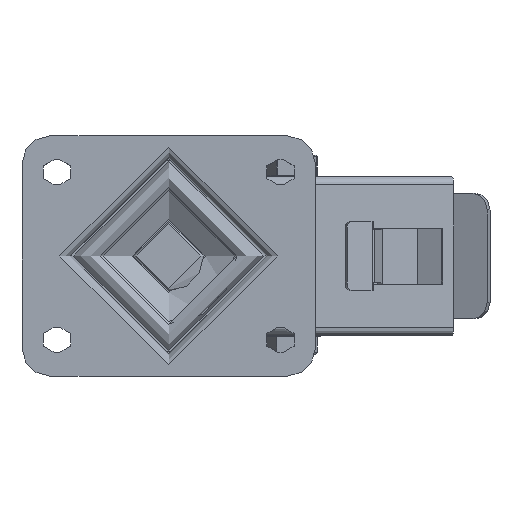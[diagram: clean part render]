
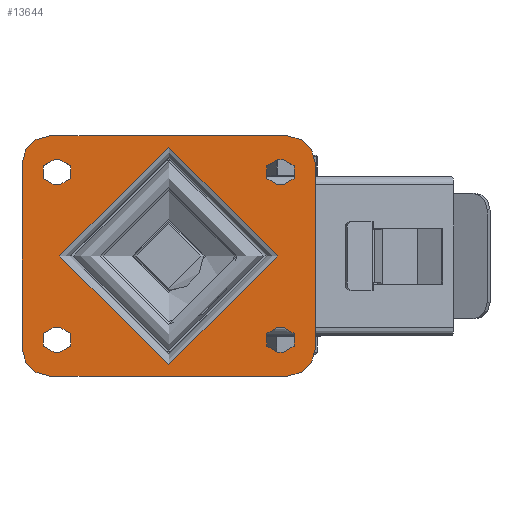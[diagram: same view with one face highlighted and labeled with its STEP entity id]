
A CAD part, top view. The second image highlights one B-rep face of the part: STEP entity #13644.
In plain terms, the highlighted planar face has unit normal (0, 0, 1).
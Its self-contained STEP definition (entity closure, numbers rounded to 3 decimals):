
#426=FACE_BOUND('',#4849,.T.);
#427=FACE_BOUND('',#4850,.T.);
#428=FACE_BOUND('',#4851,.T.);
#429=FACE_BOUND('',#4852,.T.);
#430=FACE_BOUND('',#4853,.T.);
#601=PLANE('',#14800);
#1580=LINE('',#20685,#2750);
#1581=LINE('',#20686,#2751);
#1582=LINE('',#20687,#2752);
#1583=LINE('',#20688,#2753);
#1584=LINE('',#20689,#2754);
#1585=LINE('',#20690,#2755);
#1586=LINE('',#20691,#2756);
#1587=LINE('',#20692,#2757);
#1588=LINE('',#20693,#2758);
#1589=LINE('',#20694,#2759);
#1590=LINE('',#20695,#2760);
#1591=LINE('',#20696,#2761);
#2750=VECTOR('',#16626,1000.);
#2751=VECTOR('',#16627,1000.);
#2752=VECTOR('',#16628,1000.);
#2753=VECTOR('',#16629,1000.);
#2754=VECTOR('',#16630,1000.);
#2755=VECTOR('',#16631,1000.);
#2756=VECTOR('',#16632,1000.);
#2757=VECTOR('',#16633,1000.);
#2758=VECTOR('',#16634,1000.);
#2759=VECTOR('',#16635,1000.);
#2760=VECTOR('',#16636,1000.);
#2761=VECTOR('',#16637,1000.);
#4048=FACE_OUTER_BOUND('',#4848,.T.);
#4848=EDGE_LOOP('',(#10163,#10164,#10165,#10166,#10167,#10168,#10169,#10170));
#4849=EDGE_LOOP('',(#10171));
#4850=EDGE_LOOP('',(#10172,#10173,#10174,#10175));
#4851=EDGE_LOOP('',(#10176,#10177,#10178,#10179));
#4852=EDGE_LOOP('',(#10180,#10181,#10182,#10183));
#4853=EDGE_LOOP('',(#10184,#10185,#10186,#10187));
#5553=CIRCLE('',#14469,4.5);
#5555=CIRCLE('',#14472,4.5);
#5557=CIRCLE('',#14475,4.5);
#5559=CIRCLE('',#14478,4.5);
#5561=CIRCLE('',#14481,4.5);
#5563=CIRCLE('',#14484,4.5);
#5565=CIRCLE('',#14487,4.5);
#5567=CIRCLE('',#14490,4.5);
#5568=CIRCLE('',#14492,10.);
#5570=CIRCLE('',#14495,10.);
#5572=CIRCLE('',#14498,10.);
#5574=CIRCLE('',#14501,10.);
#5584=CIRCLE('',#14515,39.);
#6001=VERTEX_POINT('',#19471);
#6002=VERTEX_POINT('',#19473);
#6005=VERTEX_POINT('',#19480);
#6006=VERTEX_POINT('',#19482);
#6009=VERTEX_POINT('',#19489);
#6010=VERTEX_POINT('',#19491);
#6013=VERTEX_POINT('',#19498);
#6014=VERTEX_POINT('',#19500);
#6017=VERTEX_POINT('',#19507);
#6018=VERTEX_POINT('',#19509);
#6021=VERTEX_POINT('',#19516);
#6022=VERTEX_POINT('',#19518);
#6025=VERTEX_POINT('',#19525);
#6026=VERTEX_POINT('',#19527);
#6029=VERTEX_POINT('',#19534);
#6030=VERTEX_POINT('',#19536);
#6031=VERTEX_POINT('',#19540);
#6032=VERTEX_POINT('',#19541);
#6035=VERTEX_POINT('',#19549);
#6036=VERTEX_POINT('',#19550);
#6039=VERTEX_POINT('',#19558);
#6040=VERTEX_POINT('',#19559);
#6043=VERTEX_POINT('',#19567);
#6044=VERTEX_POINT('',#19568);
#6053=VERTEX_POINT('',#19594);
#7315=EDGE_CURVE('',#6002,#6001,#5553,.T.);
#7319=EDGE_CURVE('',#6006,#6005,#5555,.T.);
#7323=EDGE_CURVE('',#6010,#6009,#5557,.T.);
#7327=EDGE_CURVE('',#6014,#6013,#5559,.T.);
#7331=EDGE_CURVE('',#6018,#6017,#5561,.T.);
#7335=EDGE_CURVE('',#6022,#6021,#5563,.T.);
#7339=EDGE_CURVE('',#6026,#6025,#5565,.T.);
#7343=EDGE_CURVE('',#6030,#6029,#5567,.T.);
#7345=EDGE_CURVE('',#6031,#6032,#5568,.T.);
#7349=EDGE_CURVE('',#6035,#6036,#5570,.T.);
#7353=EDGE_CURVE('',#6039,#6040,#5572,.T.);
#7357=EDGE_CURVE('',#6043,#6044,#5574,.T.);
#7370=EDGE_CURVE('',#6053,#6053,#5584,.T.);
#7741=EDGE_CURVE('',#6040,#6043,#1580,.T.);
#7742=EDGE_CURVE('',#6036,#6039,#1581,.T.);
#7743=EDGE_CURVE('',#6032,#6035,#1582,.T.);
#7744=EDGE_CURVE('',#6044,#6031,#1583,.T.);
#7745=EDGE_CURVE('',#6025,#6030,#1584,.T.);
#7746=EDGE_CURVE('',#6029,#6026,#1585,.T.);
#7747=EDGE_CURVE('',#6017,#6022,#1586,.T.);
#7748=EDGE_CURVE('',#6021,#6018,#1587,.T.);
#7749=EDGE_CURVE('',#6009,#6014,#1588,.T.);
#7750=EDGE_CURVE('',#6013,#6010,#1589,.T.);
#7751=EDGE_CURVE('',#6001,#6006,#1590,.T.);
#7752=EDGE_CURVE('',#6005,#6002,#1591,.T.);
#10163=ORIENTED_EDGE('',*,*,#7357,.F.);
#10164=ORIENTED_EDGE('',*,*,#7741,.F.);
#10165=ORIENTED_EDGE('',*,*,#7353,.F.);
#10166=ORIENTED_EDGE('',*,*,#7742,.F.);
#10167=ORIENTED_EDGE('',*,*,#7349,.F.);
#10168=ORIENTED_EDGE('',*,*,#7743,.F.);
#10169=ORIENTED_EDGE('',*,*,#7345,.F.);
#10170=ORIENTED_EDGE('',*,*,#7744,.F.);
#10171=ORIENTED_EDGE('',*,*,#7370,.F.);
#10172=ORIENTED_EDGE('',*,*,#7745,.T.);
#10173=ORIENTED_EDGE('',*,*,#7343,.T.);
#10174=ORIENTED_EDGE('',*,*,#7746,.T.);
#10175=ORIENTED_EDGE('',*,*,#7339,.T.);
#10176=ORIENTED_EDGE('',*,*,#7747,.T.);
#10177=ORIENTED_EDGE('',*,*,#7335,.T.);
#10178=ORIENTED_EDGE('',*,*,#7748,.T.);
#10179=ORIENTED_EDGE('',*,*,#7331,.T.);
#10180=ORIENTED_EDGE('',*,*,#7749,.T.);
#10181=ORIENTED_EDGE('',*,*,#7327,.T.);
#10182=ORIENTED_EDGE('',*,*,#7750,.T.);
#10183=ORIENTED_EDGE('',*,*,#7323,.T.);
#10184=ORIENTED_EDGE('',*,*,#7751,.T.);
#10185=ORIENTED_EDGE('',*,*,#7319,.T.);
#10186=ORIENTED_EDGE('',*,*,#7752,.T.);
#10187=ORIENTED_EDGE('',*,*,#7315,.T.);
#13644=ADVANCED_FACE('',(#4048,#426,#427,#428,#429,#430),#601,.T.);
#14469=AXIS2_PLACEMENT_3D('',#19474,#15756,#15757);
#14472=AXIS2_PLACEMENT_3D('',#19483,#15764,#15765);
#14475=AXIS2_PLACEMENT_3D('',#19492,#15772,#15773);
#14478=AXIS2_PLACEMENT_3D('',#19501,#15780,#15781);
#14481=AXIS2_PLACEMENT_3D('',#19510,#15788,#15789);
#14484=AXIS2_PLACEMENT_3D('',#19519,#15796,#15797);
#14487=AXIS2_PLACEMENT_3D('',#19528,#15804,#15805);
#14490=AXIS2_PLACEMENT_3D('',#19537,#15812,#15813);
#14492=AXIS2_PLACEMENT_3D('',#19542,#15817,#15818);
#14495=AXIS2_PLACEMENT_3D('',#19551,#15825,#15826);
#14498=AXIS2_PLACEMENT_3D('',#19560,#15833,#15834);
#14501=AXIS2_PLACEMENT_3D('',#19569,#15841,#15842);
#14515=AXIS2_PLACEMENT_3D('',#19595,#15872,#15873);
#14800=AXIS2_PLACEMENT_3D('',#20684,#16624,#16625);
#15756=DIRECTION('center_axis',(0.,0.,-1.));
#15757=DIRECTION('ref_axis',(1.,0.,0.));
#15764=DIRECTION('center_axis',(0.,0.,-1.));
#15765=DIRECTION('ref_axis',(-1.,0.,0.));
#15772=DIRECTION('center_axis',(0.,0.,-1.));
#15773=DIRECTION('ref_axis',(1.,0.,0.));
#15780=DIRECTION('center_axis',(0.,0.,-1.));
#15781=DIRECTION('ref_axis',(-1.,0.,0.));
#15788=DIRECTION('center_axis',(0.,0.,-1.));
#15789=DIRECTION('ref_axis',(-1.,0.,0.));
#15796=DIRECTION('center_axis',(0.,0.,-1.));
#15797=DIRECTION('ref_axis',(1.,0.,0.));
#15804=DIRECTION('center_axis',(0.,0.,-1.));
#15805=DIRECTION('ref_axis',(-1.,0.,0.));
#15812=DIRECTION('center_axis',(0.,0.,-1.));
#15813=DIRECTION('ref_axis',(1.,0.,0.));
#15817=DIRECTION('center_axis',(0.,0.,-1.));
#15818=DIRECTION('ref_axis',(-0.707,0.707,0.));
#15825=DIRECTION('center_axis',(0.,0.,-1.));
#15826=DIRECTION('ref_axis',(0.707,0.707,0.));
#15833=DIRECTION('center_axis',(0.,0.,-1.));
#15834=DIRECTION('ref_axis',(0.707,-0.707,0.));
#15841=DIRECTION('center_axis',(0.,0.,-1.));
#15842=DIRECTION('ref_axis',(-0.707,-0.707,0.));
#15872=DIRECTION('center_axis',(0.,0.,1.));
#15873=DIRECTION('ref_axis',(0.,-1.,0.));
#16624=DIRECTION('center_axis',(0.,0.,1.));
#16625=DIRECTION('ref_axis',(1.,0.,0.));
#16626=DIRECTION('',(-1.,0.,0.));
#16627=DIRECTION('',(0.,-1.,0.));
#16628=DIRECTION('',(1.,0.,0.));
#16629=DIRECTION('',(0.,1.,0.));
#16630=DIRECTION('',(-1.,0.,0.));
#16631=DIRECTION('',(1.,0.,0.));
#16632=DIRECTION('',(-1.,0.,0.));
#16633=DIRECTION('',(1.,0.,0.));
#16634=DIRECTION('',(1.,0.,0.));
#16635=DIRECTION('',(-1.,0.,0.));
#16636=DIRECTION('',(1.,0.,0.));
#16637=DIRECTION('',(-1.,0.,0.));
#19471=CARTESIAN_POINT('',(39.,-25.5,0.));
#19473=CARTESIAN_POINT('',(39.,-34.5,0.));
#19474=CARTESIAN_POINT('Origin',(39.,-30.,0.));
#19480=CARTESIAN_POINT('',(41.,-34.5,0.));
#19482=CARTESIAN_POINT('',(41.,-25.5,0.));
#19483=CARTESIAN_POINT('Origin',(41.,-30.,0.));
#19489=CARTESIAN_POINT('',(39.,34.5,0.));
#19491=CARTESIAN_POINT('',(39.,25.5,0.));
#19492=CARTESIAN_POINT('Origin',(39.,30.,0.));
#19498=CARTESIAN_POINT('',(41.,25.5,0.));
#19500=CARTESIAN_POINT('',(41.,34.5,0.));
#19501=CARTESIAN_POINT('Origin',(41.,30.,0.));
#19507=CARTESIAN_POINT('',(-39.,-34.5,0.));
#19509=CARTESIAN_POINT('',(-39.,-25.5,0.));
#19510=CARTESIAN_POINT('Origin',(-39.,-30.,0.));
#19516=CARTESIAN_POINT('',(-41.,-25.5,0.));
#19518=CARTESIAN_POINT('',(-41.,-34.5,0.));
#19519=CARTESIAN_POINT('Origin',(-41.,-30.,0.));
#19525=CARTESIAN_POINT('',(-39.,25.5,0.));
#19527=CARTESIAN_POINT('',(-39.,34.5,0.));
#19528=CARTESIAN_POINT('Origin',(-39.,30.,0.));
#19534=CARTESIAN_POINT('',(-41.,34.5,0.));
#19536=CARTESIAN_POINT('',(-41.,25.5,0.));
#19537=CARTESIAN_POINT('Origin',(-41.,30.,0.));
#19540=CARTESIAN_POINT('',(-52.5,33.,0.));
#19541=CARTESIAN_POINT('',(-42.5,43.,0.));
#19542=CARTESIAN_POINT('Origin',(-42.5,33.,0.));
#19549=CARTESIAN_POINT('',(42.5,43.,0.));
#19550=CARTESIAN_POINT('',(52.5,33.,0.));
#19551=CARTESIAN_POINT('Origin',(42.5,33.,0.));
#19558=CARTESIAN_POINT('',(52.5,-33.,0.));
#19559=CARTESIAN_POINT('',(42.5,-43.,0.));
#19560=CARTESIAN_POINT('Origin',(42.5,-33.,0.));
#19567=CARTESIAN_POINT('',(-42.5,-43.,0.));
#19568=CARTESIAN_POINT('',(-52.5,-33.,0.));
#19569=CARTESIAN_POINT('Origin',(-42.5,-33.,0.));
#19594=CARTESIAN_POINT('',(39.,0.,0.));
#19595=CARTESIAN_POINT('Origin',(0.,0.,0.));
#20684=CARTESIAN_POINT('Origin',(0.,0.,0.));
#20685=CARTESIAN_POINT('',(52.5,-43.,0.));
#20686=CARTESIAN_POINT('',(52.5,43.,0.));
#20687=CARTESIAN_POINT('',(-52.5,43.,0.));
#20688=CARTESIAN_POINT('',(-52.5,-43.,0.));
#20689=CARTESIAN_POINT('',(-41.,25.5,0.));
#20690=CARTESIAN_POINT('',(-41.,34.5,0.));
#20691=CARTESIAN_POINT('',(-41.,-34.5,0.));
#20692=CARTESIAN_POINT('',(-41.,-25.5,0.));
#20693=CARTESIAN_POINT('',(41.,34.5,0.));
#20694=CARTESIAN_POINT('',(41.,25.5,0.));
#20695=CARTESIAN_POINT('',(41.,-25.5,0.));
#20696=CARTESIAN_POINT('',(41.,-34.5,0.));
